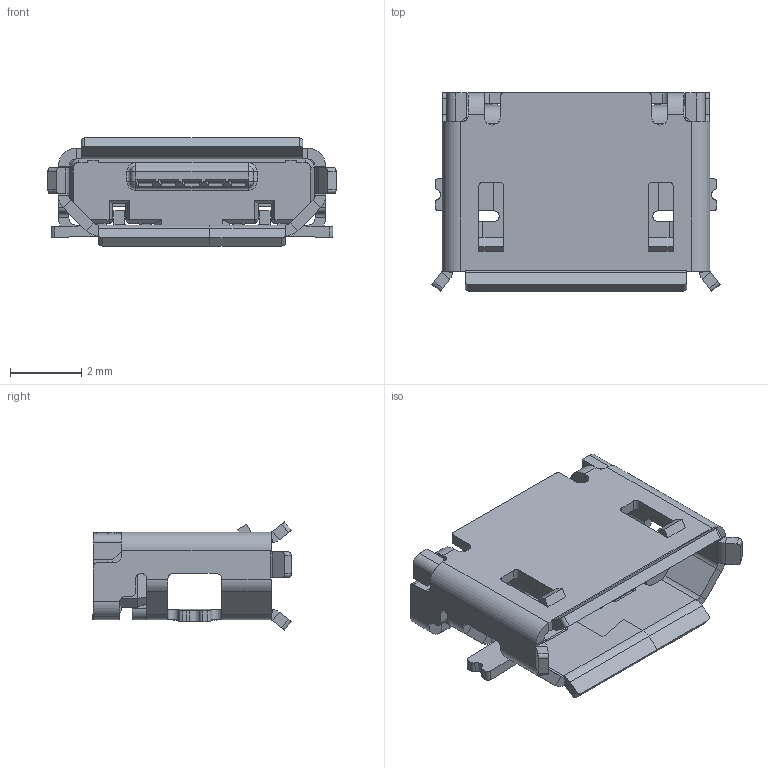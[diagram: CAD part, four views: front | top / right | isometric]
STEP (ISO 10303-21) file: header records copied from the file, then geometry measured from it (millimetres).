
FILE_DESCRIPTION(/* description */ (''),/* implementation_level */ '2;1');
FILE_NAME(/* name */ '10104110.stp',/* time_stamp */ '2015-06-25T10:22:47-07:00',/* author */ (''),/* organization */ (''),/* preprocessor_version */ 'ST-DEVELOPER v16.1',/* originating_system */ 'Autodesk Translation Framework v4.1.0.1560',/* authorisation */ '');
FILE_SCHEMA (('AUTOMOTIVE_DESIGN { 1 0 10303 214 3 1 1 }'));
Length unit declared in the file: centimetre
Products named in the file (1): 10104110 v1
Bounding box: 8.08 x 5.56 x 3.03 mm (x, y, z)
Volume: 43 mm3; surface area: 276.2 mm2
Topology: 6 solids, 49 shells, 901 faces, 2307 edges, 1414 vertices
Faces by surface type: plane 652, cylinder 213, sphere 20, cone 12, torus 4
Entity records: 27782 total; most frequent: ORIENTED_EDGE 4704, CARTESIAN_POINT 4699, DIRECTION 4603, EDGE_CURVE 2303, LINE 1771, VECTOR 1771, AXIS2_PLACEMENT_3D 1416, VERTEX_POINT 1414
